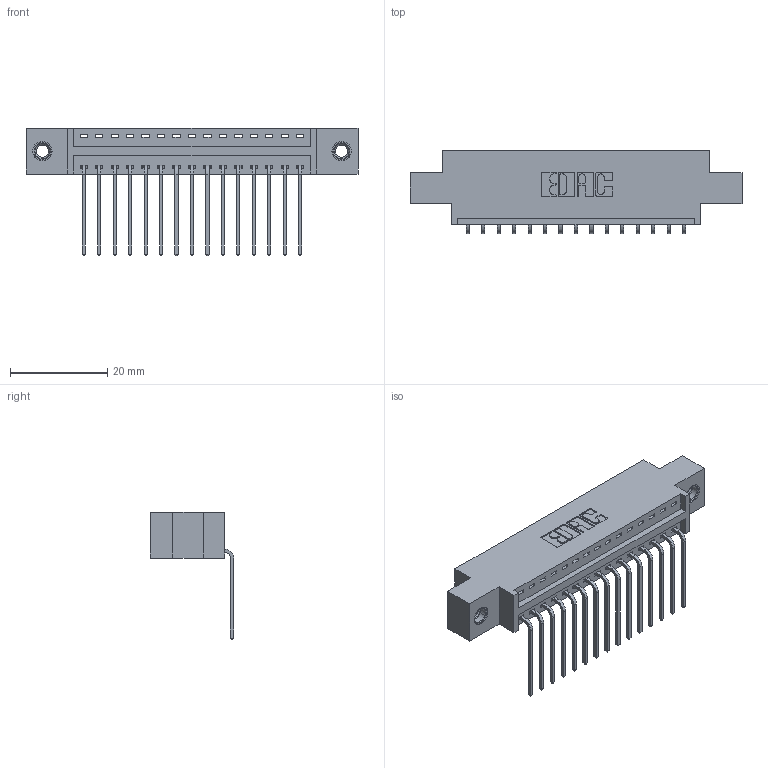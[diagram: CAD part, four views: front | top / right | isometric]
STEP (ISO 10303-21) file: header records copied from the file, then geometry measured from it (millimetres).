
FILE_DESCRIPTION (( 'STEP AP203' ), '1' );
FILE_NAME ('396-015-559-607.STEP', '2019-10-31T20:35:03', ( '' ), ( '' ), 'SwSTEP 2.0', 'SolidWorks 2016', '' );
FILE_SCHEMA (( 'CONFIG_CONTROL_DESIGN' ));
Length unit declared in the file: inch
Products named in the file (4): 346 Part_0.170 Offset - 0.156 Dia-TI; 345-292-001_558 559 Tail - 1; 345-250-001_345-250-005-103; 396-015-559-607
Assembly tree (18 placements, depth 2):
  396-015-559-607
    346 Part_0.170 Offset - 0.156 Dia-TI
    345-292-001_558 559 Tail - 1  x15
    345-250-001_345-250-005-103  x2
Bounding box: 68.2 x 17.08 x 26.16 mm (x, y, z)
Volume: 6224 mm3; surface area: 7980.9 mm2
Topology: 18 solids, 18 shells, 1086 faces, 3207 edges, 2110 vertices
Faces by surface type: plane 742, cylinder 328, cone 12, torus 4
Entity records: 14346 total; most frequent: CARTESIAN_POINT 2452, ORIENTED_EDGE 2394, DIRECTION 2221, EDGE_CURVE 1197, LINE 985, VECTOR 985, VERTEX_POINT 792, AXIS2_PLACEMENT_3D 618
